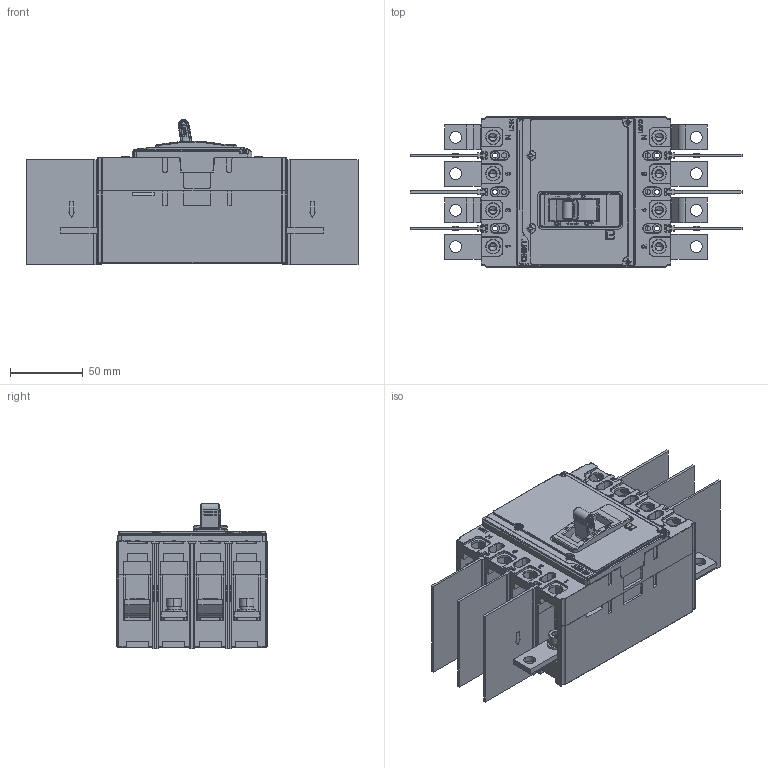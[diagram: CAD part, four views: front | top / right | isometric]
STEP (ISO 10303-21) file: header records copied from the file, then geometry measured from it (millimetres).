
FILE_DESCRIPTION(/* description */ (''),/* implementation_level */ '2;1');
FILE_NAME(/* name */ '125H-4P.stp',/* time_stamp */ '2017-04-07T20:20:34+08:00',/* author */ (''),/* organization */ (''),/* preprocessor_version */ 'ST-DEVELOPER v11',/* originating_system */ 'SIEMENS PLM Software NX 7.5',/* authorisation */ '');
FILE_SCHEMA (('CONFIG_CONTROL_DESIGN'));
Products named in the file (1): 125H-4P
Bounding box: 227.6 x 103 x 99.59 mm (x, y, z)
Volume: 952839.5 mm3; surface area: 255534.2 mm2
Topology: 50 solids, 59 shells, 3980 faces, 10299 edges, 6602 vertices
Faces by surface type: plane 2220, cylinder 1108, extrusion 241, torus 142, cone 117, sphere 78, bspline 74
Full cylindrical faces by diameter (mm): 3.5 x4, 3.6 x1
Entity records: 125539 total; most frequent: CARTESIAN_POINT 28775, ORIENTED_EDGE 20498, DIRECTION 19051, EDGE_CURVE 10261, VECTOR 6829, VERTEX_POINT 6598, LINE 6588, AXIS2_PLACEMENT_3D 6111
